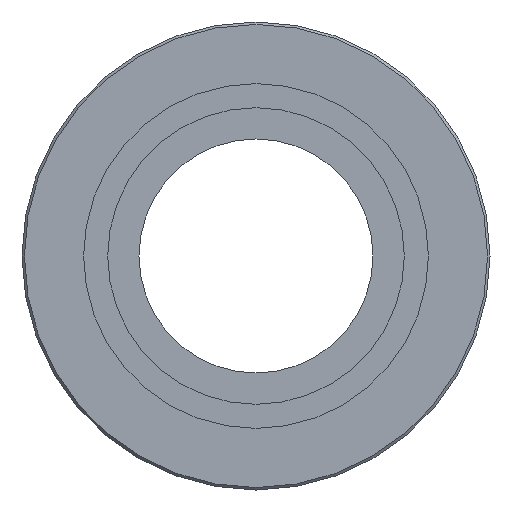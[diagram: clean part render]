
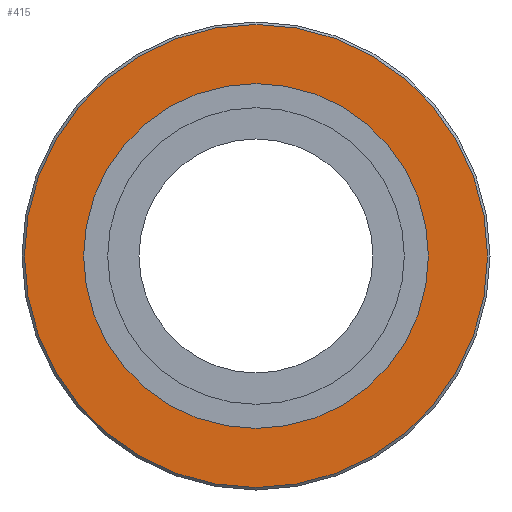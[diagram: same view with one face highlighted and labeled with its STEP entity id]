
A CAD part, front view. The second image highlights one B-rep face of the part: STEP entity #415.
In plain terms, the highlighted planar face has unit normal (0, -1, 0).
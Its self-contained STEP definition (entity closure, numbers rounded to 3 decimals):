
#26=FACE_BOUND('',#70,.T.);
#35=PLANE('',#462);
#45=FACE_OUTER_BOUND('',#69,.T.);
#69=EDGE_LOOP('',(#291));
#70=EDGE_LOOP('',(#292,#293));
#131=CIRCLE('',#461,47.);
#132=CIRCLE('',#463,35.);
#133=CIRCLE('',#464,35.);
#179=VERTEX_POINT('',#696);
#180=VERTEX_POINT('',#700);
#181=VERTEX_POINT('',#701);
#227=EDGE_CURVE('',#179,#179,#131,.T.);
#228=EDGE_CURVE('',#180,#181,#132,.T.);
#229=EDGE_CURVE('',#181,#180,#133,.T.);
#291=ORIENTED_EDGE('',*,*,#227,.F.);
#292=ORIENTED_EDGE('',*,*,#228,.T.);
#293=ORIENTED_EDGE('',*,*,#229,.T.);
#415=ADVANCED_FACE('',(#45,#26),#35,.T.);
#461=AXIS2_PLACEMENT_3D('',#698,#539,#540);
#462=AXIS2_PLACEMENT_3D('',#699,#541,#542);
#463=AXIS2_PLACEMENT_3D('',#702,#543,#544);
#464=AXIS2_PLACEMENT_3D('',#703,#545,#546);
#539=DIRECTION('center_axis',(0.,1.,0.));
#540=DIRECTION('ref_axis',(1.,0.,0.));
#541=DIRECTION('center_axis',(0.,-1.,0.));
#542=DIRECTION('ref_axis',(0.,0.,-1.));
#543=DIRECTION('center_axis',(0.,1.,0.));
#544=DIRECTION('ref_axis',(1.,0.,0.));
#545=DIRECTION('center_axis',(0.,1.,0.));
#546=DIRECTION('ref_axis',(1.,0.,0.));
#696=CARTESIAN_POINT('',(-47.,0.,0.));
#698=CARTESIAN_POINT('Origin',(0.,0.,0.));
#699=CARTESIAN_POINT('Origin',(-47.5,0.,0.));
#700=CARTESIAN_POINT('',(-35.,0.,0.));
#701=CARTESIAN_POINT('',(35.,0.,0.));
#702=CARTESIAN_POINT('Origin',(0.,0.,0.));
#703=CARTESIAN_POINT('Origin',(0.,0.,0.));
